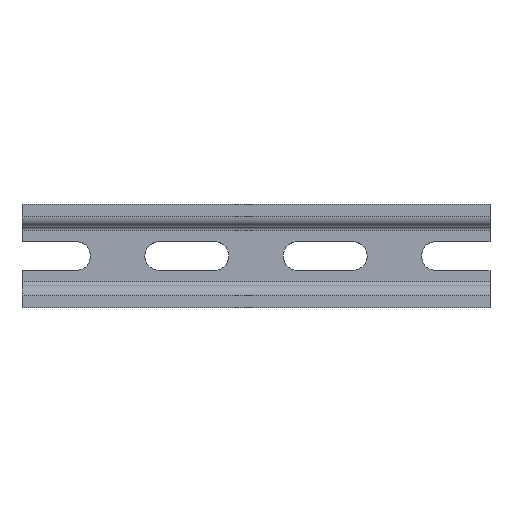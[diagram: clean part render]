
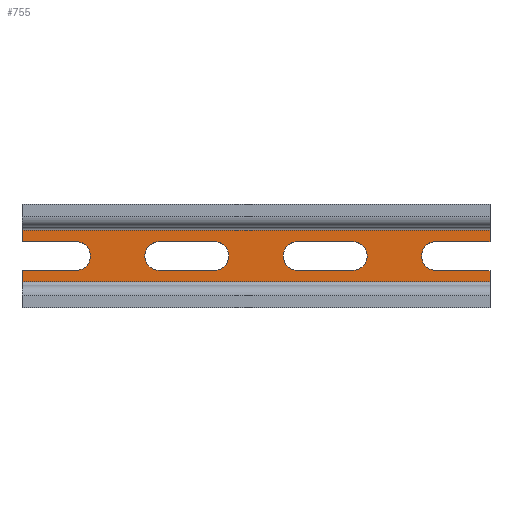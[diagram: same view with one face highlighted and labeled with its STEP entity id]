
A CAD part, top view. The second image highlights one B-rep face of the part: STEP entity #755.
In plain terms, the highlighted planar face has unit normal (0, 0, 1).
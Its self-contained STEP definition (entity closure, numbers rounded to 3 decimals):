
#17=FACE_BOUND('',#108,.T.);
#18=FACE_BOUND('',#109,.T.);
#67=FACE_OUTER_BOUND('',#107,.T.);
#107=EDGE_LOOP('',(#665,#666,#667,#668,#669,#670,#671,#672,#673,#674,#675,
#676));
#108=EDGE_LOOP('',(#677,#678,#679,#680));
#109=EDGE_LOOP('',(#681,#682,#683,#684));
#119=LINE('',#1081,#199);
#124=LINE('',#1098,#204);
#132=LINE('',#1123,#212);
#142=LINE('',#1152,#222);
#161=LINE('',#1203,#241);
#168=LINE('',#1216,#248);
#169=LINE('',#1222,#249);
#173=LINE('',#1231,#253);
#175=LINE('',#1238,#255);
#179=LINE('',#1247,#259);
#181=LINE('',#1253,#261);
#184=LINE('',#1258,#264);
#189=LINE('',#1270,#269);
#190=LINE('',#1272,#270);
#199=VECTOR('',#861,10.);
#204=VECTOR('',#874,10.);
#212=VECTOR('',#892,10.);
#222=VECTOR('',#912,10.);
#241=VECTOR('',#963,10.);
#248=VECTOR('',#980,10.);
#249=VECTOR('',#987,10.);
#253=VECTOR('',#997,10.);
#255=VECTOR('',#1005,10.);
#259=VECTOR('',#1015,10.);
#261=VECTOR('',#1023,10.);
#264=VECTOR('',#1028,10.);
#269=VECTOR('',#1047,10.);
#270=VECTOR('',#1050,10.);
#295=CIRCLE('',#819,2.1);
#296=CIRCLE('',#822,2.1);
#297=CIRCLE('',#825,2.1);
#298=CIRCLE('',#828,2.1);
#299=CIRCLE('',#831,2.1);
#300=CIRCLE('',#835,2.1);
#310=VERTEX_POINT('',#1078);
#311=VERTEX_POINT('',#1080);
#318=VERTEX_POINT('',#1095);
#319=VERTEX_POINT('',#1097);
#330=VERTEX_POINT('',#1120);
#331=VERTEX_POINT('',#1122);
#344=VERTEX_POINT('',#1149);
#345=VERTEX_POINT('',#1151);
#361=VERTEX_POINT('',#1202);
#362=VERTEX_POINT('',#1214);
#363=VERTEX_POINT('',#1220);
#364=VERTEX_POINT('',#1221);
#365=VERTEX_POINT('',#1226);
#366=VERTEX_POINT('',#1230);
#367=VERTEX_POINT('',#1236);
#368=VERTEX_POINT('',#1237);
#369=VERTEX_POINT('',#1242);
#370=VERTEX_POINT('',#1246);
#371=VERTEX_POINT('',#1252);
#372=VERTEX_POINT('',#1256);
#382=EDGE_CURVE('',#311,#310,#119,.T.);
#390=EDGE_CURVE('',#319,#318,#124,.T.);
#402=EDGE_CURVE('',#331,#330,#132,.T.);
#416=EDGE_CURVE('',#345,#344,#142,.T.);
#443=EDGE_CURVE('',#361,#331,#161,.T.);
#450=EDGE_CURVE('',#344,#362,#168,.T.);
#451=EDGE_CURVE('',#362,#361,#295,.T.);
#452=EDGE_CURVE('',#363,#364,#169,.T.);
#455=EDGE_CURVE('',#364,#365,#296,.T.);
#457=EDGE_CURVE('',#365,#366,#173,.T.);
#459=EDGE_CURVE('',#366,#363,#297,.T.);
#460=EDGE_CURVE('',#367,#368,#175,.T.);
#463=EDGE_CURVE('',#368,#369,#298,.T.);
#465=EDGE_CURVE('',#369,#370,#179,.T.);
#467=EDGE_CURVE('',#370,#367,#299,.T.);
#468=EDGE_CURVE('',#371,#319,#181,.T.);
#471=EDGE_CURVE('',#310,#372,#184,.T.);
#472=EDGE_CURVE('',#372,#371,#300,.T.);
#477=EDGE_CURVE('',#318,#345,#189,.T.);
#478=EDGE_CURVE('',#311,#330,#190,.T.);
#665=ORIENTED_EDGE('',*,*,#390,.T.);
#666=ORIENTED_EDGE('',*,*,#477,.T.);
#667=ORIENTED_EDGE('',*,*,#416,.T.);
#668=ORIENTED_EDGE('',*,*,#450,.T.);
#669=ORIENTED_EDGE('',*,*,#451,.T.);
#670=ORIENTED_EDGE('',*,*,#443,.T.);
#671=ORIENTED_EDGE('',*,*,#402,.T.);
#672=ORIENTED_EDGE('',*,*,#478,.F.);
#673=ORIENTED_EDGE('',*,*,#382,.T.);
#674=ORIENTED_EDGE('',*,*,#471,.T.);
#675=ORIENTED_EDGE('',*,*,#472,.T.);
#676=ORIENTED_EDGE('',*,*,#468,.T.);
#677=ORIENTED_EDGE('',*,*,#457,.T.);
#678=ORIENTED_EDGE('',*,*,#459,.T.);
#679=ORIENTED_EDGE('',*,*,#452,.T.);
#680=ORIENTED_EDGE('',*,*,#455,.T.);
#681=ORIENTED_EDGE('',*,*,#465,.T.);
#682=ORIENTED_EDGE('',*,*,#467,.T.);
#683=ORIENTED_EDGE('',*,*,#460,.T.);
#684=ORIENTED_EDGE('',*,*,#463,.T.);
#719=PLANE('',#841);
#755=ADVANCED_FACE('',(#67,#17,#18),#719,.T.);
#819=AXIS2_PLACEMENT_3D('',#1218,#983,#984);
#822=AXIS2_PLACEMENT_3D('',#1227,#992,#993);
#825=AXIS2_PLACEMENT_3D('',#1234,#1001,#1002);
#828=AXIS2_PLACEMENT_3D('',#1243,#1010,#1011);
#831=AXIS2_PLACEMENT_3D('',#1250,#1019,#1020);
#835=AXIS2_PLACEMENT_3D('',#1260,#1031,#1032);
#841=AXIS2_PLACEMENT_3D('',#1271,#1048,#1049);
#861=DIRECTION('',(0.,-1.,0.));
#874=DIRECTION('',(0.,-1.,0.));
#892=DIRECTION('',(0.,1.,0.));
#912=DIRECTION('',(0.,1.,0.));
#963=DIRECTION('',(1.,0.,0.));
#980=DIRECTION('',(-1.,0.,0.));
#983=DIRECTION('center_axis',(0.,0.,-1.));
#984=DIRECTION('ref_axis',(0.,1.,0.));
#987=DIRECTION('',(-1.,0.,0.));
#992=DIRECTION('center_axis',(0.,0.,-1.));
#993=DIRECTION('ref_axis',(0.,1.,0.));
#997=DIRECTION('',(1.,0.,0.));
#1001=DIRECTION('center_axis',(0.,0.,-1.));
#1002=DIRECTION('ref_axis',(0.,-1.,0.));
#1005=DIRECTION('',(-1.,0.,0.));
#1010=DIRECTION('center_axis',(0.,0.,-1.));
#1011=DIRECTION('ref_axis',(0.,1.,0.));
#1015=DIRECTION('',(1.,0.,0.));
#1019=DIRECTION('center_axis',(0.,0.,-1.));
#1020=DIRECTION('ref_axis',(0.,-1.,0.));
#1023=DIRECTION('',(-1.,0.,0.));
#1028=DIRECTION('',(1.,0.,0.));
#1031=DIRECTION('center_axis',(0.,0.,-1.));
#1032=DIRECTION('ref_axis',(0.,-1.,0.));
#1047=DIRECTION('',(1.,0.,0.));
#1048=DIRECTION('center_axis',(0.,0.,1.));
#1049=DIRECTION('ref_axis',(1.,0.,0.));
#1050=DIRECTION('',(1.,0.,0.));
#1078=CARTESIAN_POINT('',(466.,2.1,1.));
#1080=CARTESIAN_POINT('',(466.,3.75,1.));
#1081=CARTESIAN_POINT('',(466.,52.804,1.));
#1095=CARTESIAN_POINT('',(466.,-3.75,1.));
#1097=CARTESIAN_POINT('',(466.,-2.1,1.));
#1098=CARTESIAN_POINT('',(466.,52.804,1.));
#1120=CARTESIAN_POINT('',(534.,3.75,1.));
#1122=CARTESIAN_POINT('',(534.,2.1,1.));
#1123=CARTESIAN_POINT('',(534.,-60.123,1.));
#1149=CARTESIAN_POINT('',(534.,-2.1,1.));
#1151=CARTESIAN_POINT('',(534.,-3.75,1.));
#1152=CARTESIAN_POINT('',(534.,-60.123,1.));
#1202=CARTESIAN_POINT('',(526.15,2.1,1.));
#1203=CARTESIAN_POINT('',(263.075,2.1,1.));
#1214=CARTESIAN_POINT('',(526.15,-2.1,1.));
#1216=CARTESIAN_POINT('',(267.075,-2.1,1.));
#1218=CARTESIAN_POINT('Origin',(526.15,0.,1.));
#1220=CARTESIAN_POINT('',(514.05,-2.1,1.));
#1221=CARTESIAN_POINT('',(506.05,-2.1,1.));
#1222=CARTESIAN_POINT('',(257.025,-2.1,1.));
#1226=CARTESIAN_POINT('',(506.05,2.1,1.));
#1227=CARTESIAN_POINT('Origin',(506.05,0.,1.));
#1230=CARTESIAN_POINT('',(514.05,2.1,1.));
#1231=CARTESIAN_POINT('',(253.025,2.1,1.));
#1234=CARTESIAN_POINT('Origin',(514.05,0.,1.));
#1236=CARTESIAN_POINT('',(493.95,-2.1,1.));
#1237=CARTESIAN_POINT('',(485.95,-2.1,1.));
#1238=CARTESIAN_POINT('',(246.975,-2.1,1.));
#1242=CARTESIAN_POINT('',(485.95,2.1,1.));
#1243=CARTESIAN_POINT('Origin',(485.95,0.,1.));
#1246=CARTESIAN_POINT('',(493.95,2.1,1.));
#1247=CARTESIAN_POINT('',(242.975,2.1,1.));
#1250=CARTESIAN_POINT('Origin',(493.95,0.,1.));
#1252=CARTESIAN_POINT('',(473.85,-2.1,1.));
#1253=CARTESIAN_POINT('',(236.925,-2.1,1.));
#1256=CARTESIAN_POINT('',(473.85,2.1,1.));
#1258=CARTESIAN_POINT('',(232.925,2.1,1.));
#1260=CARTESIAN_POINT('Origin',(473.85,0.,1.));
#1270=CARTESIAN_POINT('',(0.,-3.75,1.));
#1271=CARTESIAN_POINT('Origin',(0.,-3.75,1.));
#1272=CARTESIAN_POINT('',(0.,3.75,1.));
